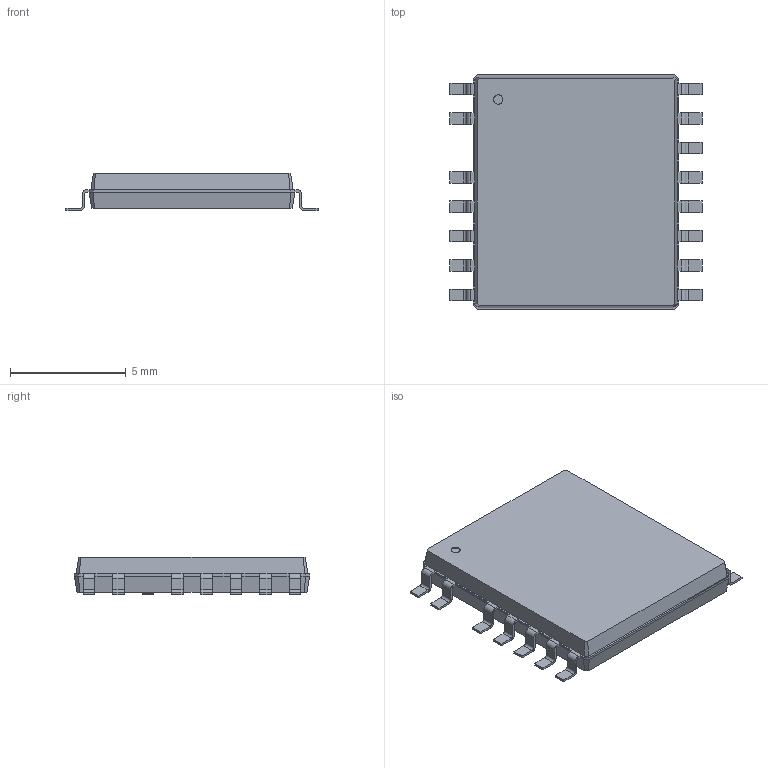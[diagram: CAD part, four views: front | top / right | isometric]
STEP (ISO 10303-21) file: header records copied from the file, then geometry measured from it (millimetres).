
FILE_DESCRIPTION(/* description */ ('model of PowerIntegrations_SO-8C'),/* implementation_level */ '2;1');
FILE_NAME(/* name */ 'PowerIntegrations_SO-8C.step',/* time_stamp */ '2018-11-03T20:33:53',/* author */ ('kicad StepUp','ksu'),/* organization */ ('FreeCAD'),/* preprocessor_version */ 'OCC',/* originating_system */ 'kicad StepUp',/* authorisation */ '');
FILE_SCHEMA(('AUTOMOTIVE_DESIGN { 1 0 10303 214 1 1 1 1 }'));
Length unit declared in the file: millimetre
Products named in the file (1): PowerIntegrations_SO_8C
Bounding box: 10.9 x 10.16 x 1.6 mm (x, y, z)
Volume: 131.8 mm3; surface area: 258.8 mm2
Topology: 1 solids, 1 shells, 261 faces, 690 edges, 432 vertices
Faces by surface type: plane 161, cylinder 61, bspline 39
Full cylindrical faces by diameter (mm): 0.4 x1
Entity records: 9723 total; most frequent: CARTESIAN_POINT 1533, ORIENTED_EDGE 1380, DIRECTION 1226, EDGE_CURVE 690, LINE 536, VECTOR 536, VERTEX_POINT 432, AXIS2_PLACEMENT_3D 345
